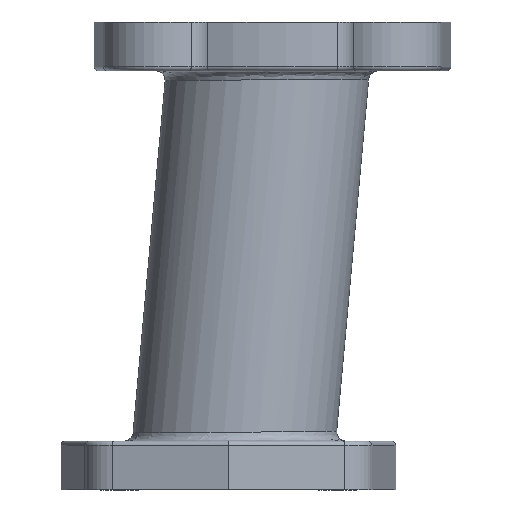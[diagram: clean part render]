
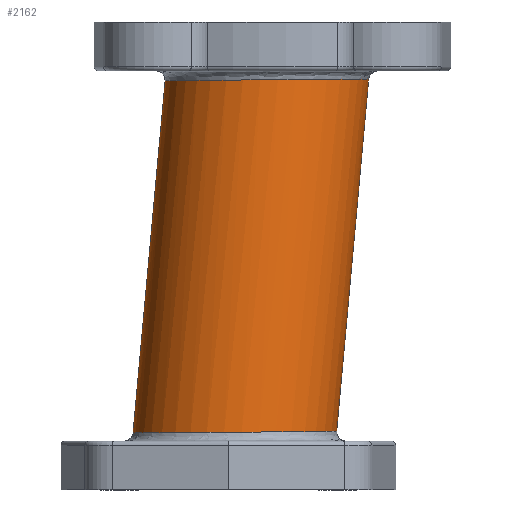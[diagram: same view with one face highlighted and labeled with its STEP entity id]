
A CAD part, left-side view. The second image highlights one B-rep face of the part: STEP entity #2162.
In plain terms, the highlighted cylindrical face has radius 36.513 mm (diameter 73.025 mm), a partial arc.
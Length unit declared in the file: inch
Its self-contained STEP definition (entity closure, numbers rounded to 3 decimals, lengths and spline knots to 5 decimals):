
#1=CARTESIAN_POINT('',(0.,1.97914,-5.88633));
#26=CARTESIAN_POINT('',(0.,-0.9098,
-5.86367));
#28=CARTESIAN_POINT('',(0.,-1.36484,
-0.86367));
#53=CARTESIAN_POINT('',(0.,1.5241,
-0.88633));
#65=CARTESIAN_POINT('',(0.,-0.9098,
-5.86367));
#66=CARTESIAN_POINT('',(-0.03537,-0.9098,
-5.86367));
#67=CARTESIAN_POINT('',(-0.11182,-0.90719,
-5.86369));
#68=CARTESIAN_POINT('',(-0.24235,-0.89144,
-5.86381));
#69=CARTESIAN_POINT('',(-0.38831,-0.85914,
-5.86407));
#70=CARTESIAN_POINT('',(-0.54756,-0.80488,
-5.86449));
#71=CARTESIAN_POINT('',(-0.71653,-0.72277,
-5.86514));
#72=CARTESIAN_POINT('',(-0.88941,-0.60718,
-5.86604));
#73=CARTESIAN_POINT('',(-1.05864,-0.45216,
-5.86726));
#74=CARTESIAN_POINT('',(-1.20776,-0.26121,
-5.86876));
#75=CARTESIAN_POINT('',(-1.32246,-0.04827,
-5.87043));
#76=CARTESIAN_POINT('',(-1.39983,0.1783,-5.8722));
#77=CARTESIAN_POINT('',(-1.43921,0.41513,-5.87406));
#78=CARTESIAN_POINT('',(-1.43907,0.656,-5.87595));
#79=CARTESIAN_POINT('',(-1.39939,0.89277,-5.87781));
#80=CARTESIAN_POINT('',(-1.32174,1.11925,-5.87958));
#81=CARTESIAN_POINT('',(-1.20676,1.33207,-5.88125));
#82=CARTESIAN_POINT('',(-1.05744,1.52277,-5.88275));
#83=CARTESIAN_POINT('',(-0.88821,1.67744,-5.88396));
#84=CARTESIAN_POINT('',(-0.71546,1.79271,-5.88487));
#85=CARTESIAN_POINT('',(-0.54667,1.87457,-5.88551));
#86=CARTESIAN_POINT('',(-0.38763,1.92865,-5.88593));
#87=CARTESIAN_POINT('',(-0.24191,1.96085,-5.88619));
#88=CARTESIAN_POINT('',(-0.11161,1.97653,-5.88631));
#89=CARTESIAN_POINT('',(-0.0353,1.97914,-5.88633));
#90=CARTESIAN_POINT('',(0.,1.97914,
-5.88633));
#92=DIRECTION('',(0.,-0.091,0.996));
#93=VECTOR('',#92,5.02066);
#94=CARTESIAN_POINT('',(0.,1.97914,
-5.88633));
#95=LINE('',#94,#93);
#96=CARTESIAN_POINT('',(0.,1.5241,
-0.88633));
#97=CARTESIAN_POINT('',(-0.0353,1.5241,
-0.88633));
#98=CARTESIAN_POINT('',(-0.11161,1.5215,
-0.88631));
#99=CARTESIAN_POINT('',(-0.24191,1.50581,-0.88619));
#100=CARTESIAN_POINT('',(-0.38763,1.47362,
-0.88593));
#101=CARTESIAN_POINT('',(-0.54667,1.41953,
-0.88551));
#102=CARTESIAN_POINT('',(-0.71546,1.33767,
-0.88487));
#103=CARTESIAN_POINT('',(-0.88821,1.2224,
-0.88396));
#104=CARTESIAN_POINT('',(-1.05744,1.06773,
-0.88275));
#105=CARTESIAN_POINT('',(-1.20676,0.87703,
-0.88125));
#106=CARTESIAN_POINT('',(-1.32174,0.66422,
-0.87958));
#107=CARTESIAN_POINT('',(-1.39939,0.43774,
-0.87781));
#108=CARTESIAN_POINT('',(-1.43907,0.20096,
-0.87595));
#109=CARTESIAN_POINT('',(-1.43921,-0.0399,
-0.87406));
#110=CARTESIAN_POINT('',(-1.39983,-0.27674,
-0.8722));
#111=CARTESIAN_POINT('',(-1.32246,-0.5033,
-0.87043));
#112=CARTESIAN_POINT('',(-1.20776,-0.71624,
-0.86876));
#113=CARTESIAN_POINT('',(-1.05864,-0.90719,
-0.86726));
#114=CARTESIAN_POINT('',(-0.88941,-1.06221,
-0.86604));
#115=CARTESIAN_POINT('',(-0.71653,-1.17781,
-0.86514));
#116=CARTESIAN_POINT('',(-0.54756,-1.25991,
-0.86449));
#117=CARTESIAN_POINT('',(-0.38831,-1.31417,
-0.86407));
#118=CARTESIAN_POINT('',(-0.24235,-1.34648,
-0.86381));
#119=CARTESIAN_POINT('',(-0.11182,-1.36222,
-0.86369));
#120=CARTESIAN_POINT('',(-0.03537,-1.36484,
-0.86367));
#121=CARTESIAN_POINT('',(0.,-1.36484,
-0.86367));
#123=DIRECTION('',(0.,-0.091,0.996));
#124=VECTOR('',#123,5.02066);
#125=CARTESIAN_POINT('',(0.,-0.9098,
-5.86367));
#126=LINE('',#125,#124);
#1565=VERTEX_POINT('',#1);
#1566=VERTEX_POINT('',#26);
#1569=VERTEX_POINT('',#28);
#1570=VERTEX_POINT('',#53);
#2150=CARTESIAN_POINT('',(0.,-0.04409,0.48447));
#2151=DIRECTION('',(0.,0.091,-0.996));
#2152=DIRECTION('',(0.,-0.996,-0.091));
#2153=AXIS2_PLACEMENT_3D('',#2150,#2151,#2152);
#2154=CYLINDRICAL_SURFACE('',#2153,1.4375);
#2155=ORIENTED_EDGE('',*,*,#2141,.T.);
#2156=ORIENTED_EDGE('',*,*,#1900,.T.);
#2158=ORIENTED_EDGE('',*,*,#2157,.T.);
#2159=ORIENTED_EDGE('',*,*,#1896,.F.);
#2160=EDGE_LOOP('',(#2155,#2156,#2158,#2159));
#2161=FACE_OUTER_BOUND('',#2160,.F.);
#91=B_SPLINE_CURVE_WITH_KNOTS('',3,(#65,#66,#67,#68,#69,#70,#71,#72,#73,#74,#75,
#76,#77,#78,#79,#80,#81,#82,#83,#84,#85,#86,#87,#88,#89,#90),.UNSPECIFIED.,.F.,
.F.,(4,1,1,1,1,1,1,1,1,1,1,1,1,1,1,1,1,1,1,1,1,1,1,4),(0.,0.04348,
0.08696,0.13043,0.17391,0.21739,
0.26087,0.30435,0.34783,0.3913,
0.43478,0.47826,0.52174,0.56522,
0.6087,0.65217,0.69565,0.73913,
0.78261,0.82609,0.86957,0.91304,
0.95652,1.),.UNSPECIFIED.);
#122=B_SPLINE_CURVE_WITH_KNOTS('',3,(#96,#97,#98,#99,#100,#101,#102,#103,#104,
#105,#106,#107,#108,#109,#110,#111,#112,#113,#114,#115,#116,#117,#118,#119,#120,
#121),.UNSPECIFIED.,.F.,.F.,(4,1,1,1,1,1,1,1,1,1,1,1,1,1,1,1,1,1,1,1,1,1,1,4),(
0.,0.04348,0.08696,0.13043,0.17391,
0.21739,0.26087,0.30435,0.34783,
0.3913,0.43478,0.47826,0.52174,
0.56522,0.6087,0.65217,0.69565,
0.73913,0.78261,0.82609,0.86957,
0.91304,0.95652,1.),.UNSPECIFIED.);
#1896=EDGE_CURVE('',#1566,#1569,#126,.T.);
#1900=EDGE_CURVE('',#1565,#1570,#95,.T.);
#2141=EDGE_CURVE('',#1566,#1565,#91,.T.);
#2157=EDGE_CURVE('',#1570,#1569,#122,.T.);
#2162=ADVANCED_FACE('',(#2161),#2154,.T.);
